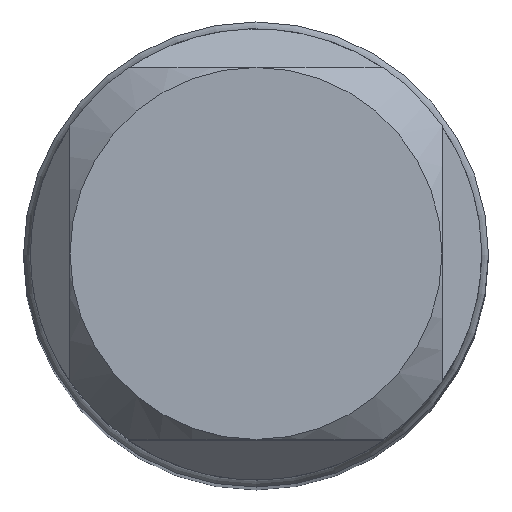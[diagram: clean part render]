
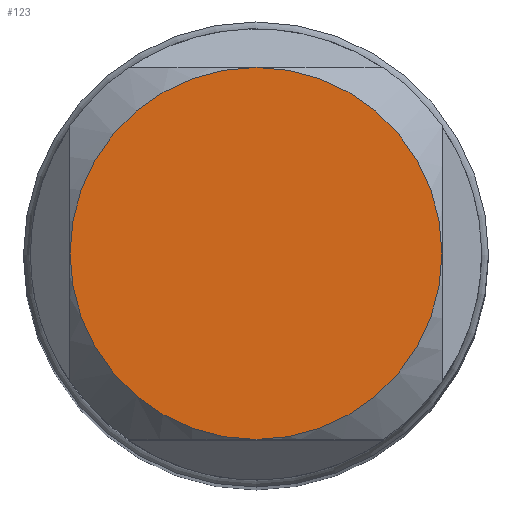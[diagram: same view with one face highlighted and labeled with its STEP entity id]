
A CAD part, top view. The second image highlights one B-rep face of the part: STEP entity #123.
In plain terms, the highlighted planar face has unit normal (0, 0, 1).
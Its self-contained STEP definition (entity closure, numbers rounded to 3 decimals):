
#90=CIRCLE('',#470,4.);
#92=CIRCLE('',#473,4.);
#94=CIRCLE('',#476,4.);
#96=CIRCLE('',#479,4.);
#123=ADVANCED_FACE('NONE',(#163),#147,.T.);
#147=PLANE('',#482);
#163=FACE_OUTER_BOUND('',#179,.T.);
#179=EDGE_LOOP('',(#255,#256,#257,#258));
#255=ORIENTED_EDGE('',*,*,#362,.F.);
#256=ORIENTED_EDGE('',*,*,#364,.F.);
#257=ORIENTED_EDGE('',*,*,#358,.F.);
#258=ORIENTED_EDGE('',*,*,#360,.F.);
#310=VERTEX_POINT('',#678);
#313=VERTEX_POINT('',#695);
#316=VERTEX_POINT('',#712);
#319=VERTEX_POINT('',#729);
#358=EDGE_CURVE('NONE',#310,#319,#90,.T.);
#360=EDGE_CURVE('NONE',#313,#310,#92,.T.);
#362=EDGE_CURVE('NONE',#316,#313,#94,.T.);
#364=EDGE_CURVE('NONE',#319,#316,#96,.T.);
#470=AXIS2_PLACEMENT_3D('',#740,#555,#556);
#473=AXIS2_PLACEMENT_3D('',#743,#561,#562);
#476=AXIS2_PLACEMENT_3D('',#746,#567,#568);
#479=AXIS2_PLACEMENT_3D('',#749,#573,#574);
#482=AXIS2_PLACEMENT_3D('',#752,#579,#580);
#555=DIRECTION('',(0.,0.,-1.));
#556=DIRECTION('',(1.,0.,0.));
#561=DIRECTION('',(0.,0.,-1.));
#562=DIRECTION('',(1.,0.,0.));
#567=DIRECTION('',(0.,0.,-1.));
#568=DIRECTION('',(1.,0.,0.));
#573=DIRECTION('',(0.,0.,-1.));
#574=DIRECTION('',(1.,0.,0.));
#579=DIRECTION('',(0.,0.,1.));
#580=DIRECTION('',(1.,0.,0.));
#678=CARTESIAN_POINT('',(-4.,0.,0.));
#695=CARTESIAN_POINT('',(0.,-4.,0.));
#712=CARTESIAN_POINT('',(4.,0.,0.));
#729=CARTESIAN_POINT('',(0.,4.,0.));
#740=CARTESIAN_POINT('',(0.,0.,0.));
#743=CARTESIAN_POINT('',(0.,0.,0.));
#746=CARTESIAN_POINT('',(0.,0.,0.));
#749=CARTESIAN_POINT('',(0.,0.,0.));
#752=CARTESIAN_POINT('',(0.,0.,0.));
